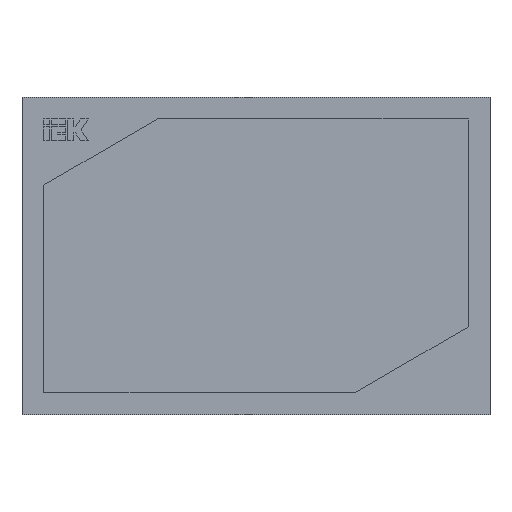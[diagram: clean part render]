
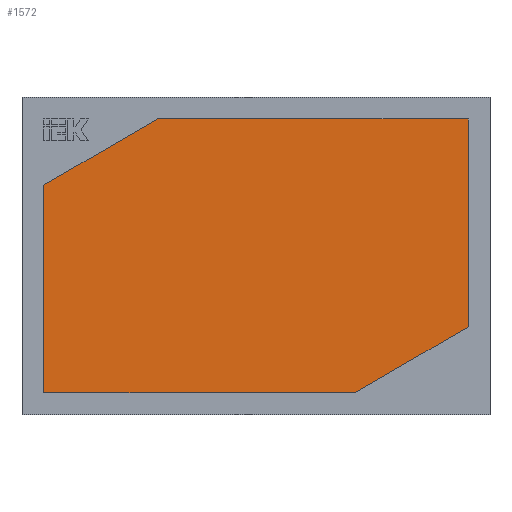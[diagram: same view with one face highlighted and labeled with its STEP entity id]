
A CAD part, top view. The second image highlights one B-rep face of the part: STEP entity #1572.
In plain terms, the highlighted planar face has unit normal (0, 0, 1).
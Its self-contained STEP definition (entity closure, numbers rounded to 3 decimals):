
#8 = ORIENTED_EDGE ( 'NONE', *, *, #887, .T. ) ;
#16 = DIRECTION ( 'NONE',  ( 1., 0., 0. ) ) ;
#36 = CARTESIAN_POINT ( 'NONE',  ( -53.6, -34.6, -0.1 ) ) ;
#45 = EDGE_CURVE ( 'NONE', #1755, #409, #987, .T. ) ;
#62 = LINE ( 'NONE', #456, #284 ) ;
#194 = DIRECTION ( 'NONE',  ( 0., -1., 0. ) ) ;
#209 = CARTESIAN_POINT ( 'NONE',  ( -53.6, 17.9, -0.1 ) ) ;
#218 = VERTEX_POINT ( 'NONE', #1860 ) ;
#246 = VERTEX_POINT ( 'NONE', #1824 ) ;
#255 = VERTEX_POINT ( 'NONE', #1812 ) ;
#266 = CARTESIAN_POINT ( 'NONE',  ( 24.9, -34.6, -0.1 ) ) ;
#284 = VECTOR ( 'NONE', #413, 1000. ) ;
#378 = VERTEX_POINT ( 'NONE', #1452 ) ;
#409 = VERTEX_POINT ( 'NONE', #266 ) ;
#413 = DIRECTION ( 'NONE',  ( -1., 0., 0. ) ) ;
#456 = CARTESIAN_POINT ( 'NONE',  ( -24.9, 34.6, -0.1 ) ) ;
#459 = ORIENTED_EDGE ( 'NONE', *, *, #1708, .T. ) ;
#475 = VECTOR ( 'NONE', #16, 1000. ) ;
#587 = DIRECTION ( 'NONE',  ( -1., 0., 0. ) ) ;
#594 = ORIENTED_EDGE ( 'NONE', *, *, #814, .T. ) ;
#600 = DIRECTION ( 'NONE',  ( 0., 0., -1. ) ) ;
#609 = PLANE ( 'NONE',  #1160 ) ;
#621 = ORIENTED_EDGE ( 'NONE', *, *, #1863, .T. ) ;
#624 = CARTESIAN_POINT ( 'NONE',  ( 53.6, -34.6, -0.1 ) ) ;
#648 = EDGE_CURVE ( 'NONE', #218, #378, #62, .T. ) ;
#757 = DIRECTION ( 'NONE',  ( 0., 1., 0. ) ) ;
#759 = EDGE_LOOP ( 'NONE', ( #8, #621, #981, #594, #459, #1187 ) ) ;
#765 = CARTESIAN_POINT ( 'NONE',  ( 53.6, 34.6, -0.1 ) ) ;
#814 = EDGE_CURVE ( 'NONE', #378, #255, #1710, .T. ) ;
#854 = VECTOR ( 'NONE', #1735, 1000. ) ;
#887 = EDGE_CURVE ( 'NONE', #409, #246, #1864, .T. ) ;
#981 = ORIENTED_EDGE ( 'NONE', *, *, #648, .T. ) ;
#987 = LINE ( 'NONE', #1008, #475 ) ;
#1008 = CARTESIAN_POINT ( 'NONE',  ( -53.6, -34.6, -0.1 ) ) ;
#1160 = AXIS2_PLACEMENT_3D ( 'NONE', #624, #600, #587 ) ;
#1182 = VECTOR ( 'NONE', #1672, 1000. ) ;
#1187 = ORIENTED_EDGE ( 'NONE', *, *, #45, .T. ) ;
#1249 = FACE_OUTER_BOUND ( 'NONE', #759, .T. ) ;
#1347 = VECTOR ( 'NONE', #194, 1000. ) ;
#1375 = LINE ( 'NONE', #209, #1347 ) ;
#1452 = CARTESIAN_POINT ( 'NONE',  ( -24.9, 34.6, -0.1 ) ) ;
#1572 = ADVANCED_FACE ( 'NONE', ( #1249 ), #609, .F. ) ;
#1624 = CARTESIAN_POINT ( 'NONE',  ( 53.6, -17.9, -0.1 ) ) ;
#1652 = LINE ( 'NONE', #765, #1663 ) ;
#1663 = VECTOR ( 'NONE', #757, 1000. ) ;
#1672 = DIRECTION ( 'NONE',  ( 0.864, 0.503, 0. ) ) ;
#1708 = EDGE_CURVE ( 'NONE', #255, #1755, #1375, .T. ) ;
#1710 = LINE ( 'NONE', #1747, #854 ) ;
#1735 = DIRECTION ( 'NONE',  ( -0.864, -0.503, 0. ) ) ;
#1747 = CARTESIAN_POINT ( 'NONE',  ( -53.6, 17.9, -0.1 ) ) ;
#1755 = VERTEX_POINT ( 'NONE', #36 ) ;
#1812 = CARTESIAN_POINT ( 'NONE',  ( -53.6, 17.9, -0.1 ) ) ;
#1824 = CARTESIAN_POINT ( 'NONE',  ( 53.6, -17.9, -0.1 ) ) ;
#1860 = CARTESIAN_POINT ( 'NONE',  ( 53.6, 34.6, -0.1 ) ) ;
#1863 = EDGE_CURVE ( 'NONE', #246, #218, #1652, .T. ) ;
#1864 = LINE ( 'NONE', #1624, #1182 ) ;
